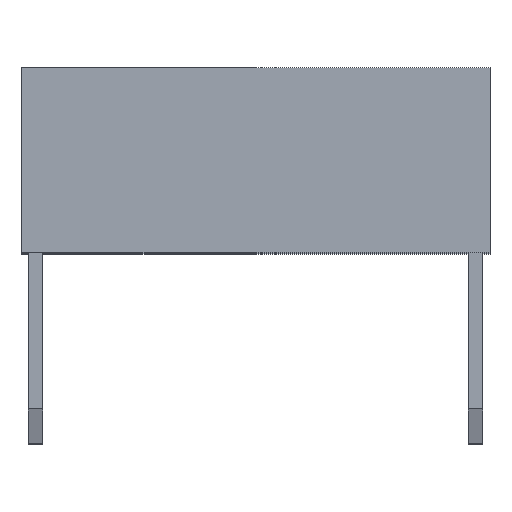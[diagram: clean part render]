
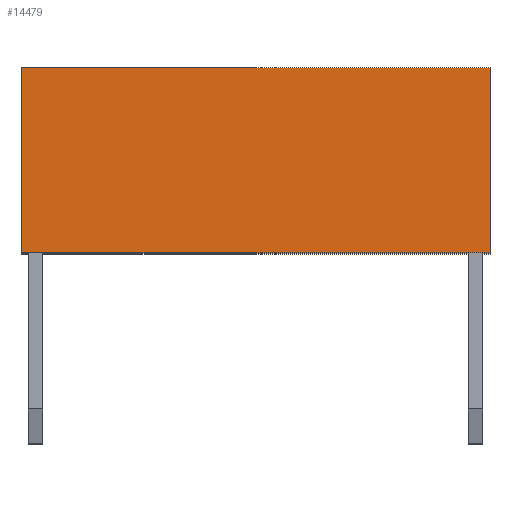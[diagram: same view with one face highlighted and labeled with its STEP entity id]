
A CAD part, top view. The second image highlights one B-rep face of the part: STEP entity #14479.
In plain terms, the highlighted planar face has unit normal (0, 0, 1).
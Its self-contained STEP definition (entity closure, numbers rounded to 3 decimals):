
#829=FACE_OUTER_BOUND('',#1635,.T.);
#1635=EDGE_LOOP('',(#10103,#10104,#10105,#10106));
#2318=LINE('',#20548,#4054);
#2394=LINE('',#20701,#4130);
#2415=LINE('',#20742,#4151);
#2649=LINE('',#21258,#4385);
#4054=VECTOR('',#16399,1.);
#4130=VECTOR('',#16477,1.);
#4151=VECTOR('',#16500,1.);
#4385=VECTOR('',#17026,1.);
#5790=VERTEX_POINT('',#20545);
#5791=VERTEX_POINT('',#20547);
#5866=VERTEX_POINT('',#20698);
#5867=VERTEX_POINT('',#20700);
#7184=EDGE_CURVE('',#5791,#5790,#2318,.T.);
#7260=EDGE_CURVE('',#5867,#5866,#2394,.T.);
#7281=EDGE_CURVE('',#5790,#5867,#2415,.T.);
#7545=EDGE_CURVE('',#5866,#5791,#2649,.T.);
#10103=ORIENTED_EDGE('',*,*,#7260,.T.);
#10104=ORIENTED_EDGE('',*,*,#7545,.T.);
#10105=ORIENTED_EDGE('',*,*,#7184,.T.);
#10106=ORIENTED_EDGE('',*,*,#7281,.T.);
#13884=PLANE('',#15342);
#14479=ADVANCED_FACE('',(#829),#13884,.F.);
#15342=AXIS2_PLACEMENT_3D('',#21266,#17038,#17039);
#16399=DIRECTION('',(0.,1.,0.));
#16477=DIRECTION('',(0.,-1.,0.));
#16500=DIRECTION('',(-1.,0.,0.));
#17026=DIRECTION('',(1.,0.,0.));
#17038=DIRECTION('center_axis',(0.,0.,-1.));
#17039=DIRECTION('ref_axis',(-1.,0.,0.));
#20545=CARTESIAN_POINT('',(-10.95,1.6,-8.57));
#20547=CARTESIAN_POINT('',(-10.95,-1.6,-8.57));
#20548=CARTESIAN_POINT('',(-10.95,-1.6,-8.57));
#20698=CARTESIAN_POINT('',(-19.05,-1.6,-8.57));
#20700=CARTESIAN_POINT('',(-19.05,1.6,-8.57));
#20701=CARTESIAN_POINT('',(-19.05,1.6,-8.57));
#20742=CARTESIAN_POINT('',(-10.95,1.6,-8.57));
#21258=CARTESIAN_POINT('',(-19.05,-1.6,-8.57));
#21266=CARTESIAN_POINT('Origin',(-19.05,1.6,-8.57));
